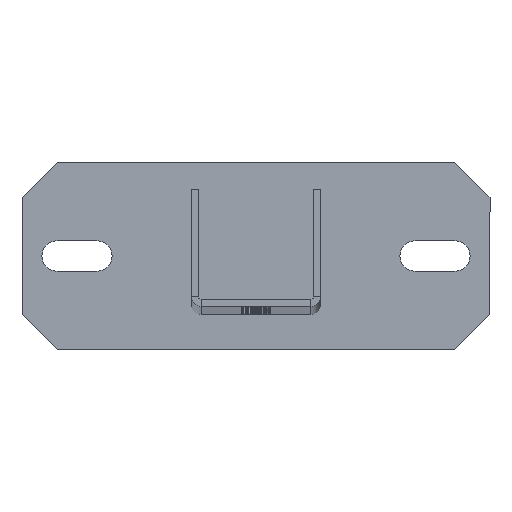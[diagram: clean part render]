
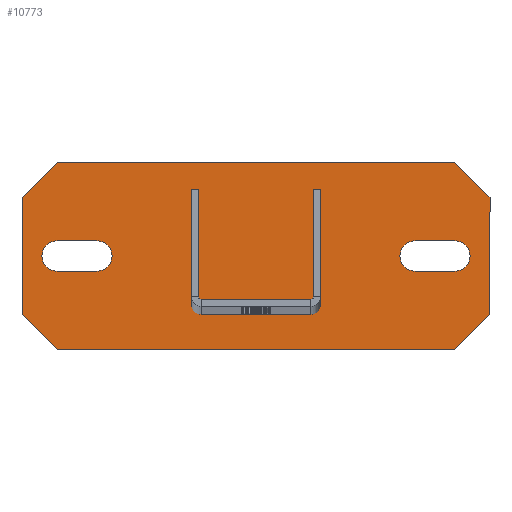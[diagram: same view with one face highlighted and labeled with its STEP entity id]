
A CAD part, top view. The second image highlights one B-rep face of the part: STEP entity #10773.
In plain terms, the highlighted planar face has unit normal (0, 0, 1).
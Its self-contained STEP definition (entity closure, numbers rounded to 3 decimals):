
#267=FACE_BOUND('',#2294,.T.);
#268=FACE_BOUND('',#2295,.T.);
#760=CIRCLE('',#11832,6.5);
#762=CIRCLE('',#11836,6.5);
#764=CIRCLE('',#11840,6.5);
#766=CIRCLE('',#11844,6.5);
#1533=FACE_OUTER_BOUND('',#2293,.T.);
#2293=EDGE_LOOP('',(#9951,#9952,#9953,#9954,#9955,#9956,#9957,#9958));
#2294=EDGE_LOOP('',(#9959,#9960,#9961,#9962));
#2295=EDGE_LOOP('',(#9963,#9964,#9965,#9966));
#3297=LINE('',#17915,#4333);
#3301=LINE('',#17927,#4337);
#3305=LINE('',#17939,#4341);
#3309=LINE('',#17951,#4345);
#3313=LINE('',#17963,#4349);
#3316=LINE('',#17969,#4352);
#3319=LINE('',#17975,#4355);
#3322=LINE('',#17981,#4358);
#3325=LINE('',#17987,#4361);
#3328=LINE('',#17993,#4364);
#3331=LINE('',#17999,#4367);
#3334=LINE('',#18003,#4370);
#4333=VECTOR('',#14843,10.);
#4337=VECTOR('',#14855,10.);
#4341=VECTOR('',#14867,10.);
#4345=VECTOR('',#14879,10.);
#4349=VECTOR('',#14891,10.);
#4352=VECTOR('',#14896,10.);
#4355=VECTOR('',#14901,10.);
#4358=VECTOR('',#14906,10.);
#4361=VECTOR('',#14911,10.);
#4364=VECTOR('',#14916,10.);
#4367=VECTOR('',#14921,10.);
#4370=VECTOR('',#14926,10.);
#5357=VERTEX_POINT('',#17912);
#5358=VERTEX_POINT('',#17914);
#5360=VERTEX_POINT('',#17920);
#5362=VERTEX_POINT('',#17926);
#5365=VERTEX_POINT('',#17936);
#5366=VERTEX_POINT('',#17938);
#5368=VERTEX_POINT('',#17944);
#5370=VERTEX_POINT('',#17950);
#5373=VERTEX_POINT('',#17960);
#5374=VERTEX_POINT('',#17962);
#5376=VERTEX_POINT('',#17968);
#5378=VERTEX_POINT('',#17974);
#5380=VERTEX_POINT('',#17980);
#5382=VERTEX_POINT('',#17986);
#5384=VERTEX_POINT('',#17992);
#5386=VERTEX_POINT('',#17998);
#6873=EDGE_CURVE('',#5358,#5357,#3297,.T.);
#6876=EDGE_CURVE('',#5360,#5358,#760,.T.);
#6879=EDGE_CURVE('',#5362,#5360,#3301,.T.);
#6882=EDGE_CURVE('',#5357,#5362,#762,.T.);
#6885=EDGE_CURVE('',#5366,#5365,#3305,.T.);
#6888=EDGE_CURVE('',#5368,#5366,#764,.T.);
#6891=EDGE_CURVE('',#5370,#5368,#3309,.T.);
#6894=EDGE_CURVE('',#5365,#5370,#766,.T.);
#6897=EDGE_CURVE('',#5374,#5373,#3313,.T.);
#6900=EDGE_CURVE('',#5376,#5374,#3316,.T.);
#6903=EDGE_CURVE('',#5378,#5376,#3319,.T.);
#6906=EDGE_CURVE('',#5380,#5378,#3322,.T.);
#6909=EDGE_CURVE('',#5382,#5380,#3325,.T.);
#6912=EDGE_CURVE('',#5384,#5382,#3328,.T.);
#6915=EDGE_CURVE('',#5386,#5384,#3331,.T.);
#6918=EDGE_CURVE('',#5373,#5386,#3334,.T.);
#9951=ORIENTED_EDGE('',*,*,#6918,.T.);
#9952=ORIENTED_EDGE('',*,*,#6915,.T.);
#9953=ORIENTED_EDGE('',*,*,#6912,.T.);
#9954=ORIENTED_EDGE('',*,*,#6909,.T.);
#9955=ORIENTED_EDGE('',*,*,#6906,.T.);
#9956=ORIENTED_EDGE('',*,*,#6903,.T.);
#9957=ORIENTED_EDGE('',*,*,#6900,.T.);
#9958=ORIENTED_EDGE('',*,*,#6897,.T.);
#9959=ORIENTED_EDGE('',*,*,#6894,.T.);
#9960=ORIENTED_EDGE('',*,*,#6891,.T.);
#9961=ORIENTED_EDGE('',*,*,#6888,.T.);
#9962=ORIENTED_EDGE('',*,*,#6885,.T.);
#9963=ORIENTED_EDGE('',*,*,#6882,.T.);
#9964=ORIENTED_EDGE('',*,*,#6879,.T.);
#9965=ORIENTED_EDGE('',*,*,#6876,.T.);
#9966=ORIENTED_EDGE('',*,*,#6873,.T.);
#10253=PLANE('',#11853);
#10773=ADVANCED_FACE('',(#1533,#267,#268),#10253,.T.);
#11832=AXIS2_PLACEMENT_3D('',#17921,#14849,#14850);
#11836=AXIS2_PLACEMENT_3D('',#17931,#14861,#14862);
#11840=AXIS2_PLACEMENT_3D('',#17945,#14873,#14874);
#11844=AXIS2_PLACEMENT_3D('',#17955,#14885,#14886);
#11853=AXIS2_PLACEMENT_3D('',#18004,#14927,#14928);
#14843=DIRECTION('',(-1.,0.,0.));
#14849=DIRECTION('center_axis',(0.,0.,-1.));
#14850=DIRECTION('ref_axis',(0.,1.,0.));
#14855=DIRECTION('',(1.,0.,0.));
#14861=DIRECTION('center_axis',(0.,0.,-1.));
#14862=DIRECTION('ref_axis',(0.,-1.,0.));
#14867=DIRECTION('',(-1.,0.,0.));
#14873=DIRECTION('center_axis',(0.,0.,-1.));
#14874=DIRECTION('ref_axis',(0.,1.,0.));
#14879=DIRECTION('',(1.,0.,0.));
#14885=DIRECTION('center_axis',(0.,0.,-1.));
#14886=DIRECTION('ref_axis',(0.,-1.,0.));
#14891=DIRECTION('',(0.707,-0.707,0.));
#14896=DIRECTION('',(0.,-1.,0.));
#14901=DIRECTION('',(-0.707,-0.707,0.));
#14906=DIRECTION('',(-1.,0.,0.));
#14911=DIRECTION('',(-0.707,0.707,0.));
#14916=DIRECTION('',(0.,1.,0.));
#14921=DIRECTION('',(0.707,0.707,0.));
#14926=DIRECTION('',(1.,0.,0.));
#14927=DIRECTION('center_axis',(0.,0.,1.));
#14928=DIRECTION('ref_axis',(1.,0.,0.));
#17912=CARTESIAN_POINT('',(-85.,-6.5,8.));
#17914=CARTESIAN_POINT('',(-68.,-6.5,8.));
#17915=CARTESIAN_POINT('',(-68.,-6.5,8.));
#17920=CARTESIAN_POINT('',(-68.,6.5,8.));
#17921=CARTESIAN_POINT('Origin',(-68.,0.,8.));
#17926=CARTESIAN_POINT('',(-85.,6.5,8.));
#17927=CARTESIAN_POINT('',(-85.,6.5,8.));
#17931=CARTESIAN_POINT('Origin',(-85.,0.,8.));
#17936=CARTESIAN_POINT('',(68.,-6.5,8.));
#17938=CARTESIAN_POINT('',(85.,-6.5,8.));
#17939=CARTESIAN_POINT('',(85.,-6.5,8.));
#17944=CARTESIAN_POINT('',(85.,6.5,8.));
#17945=CARTESIAN_POINT('Origin',(85.,0.,8.));
#17950=CARTESIAN_POINT('',(68.,6.5,8.));
#17951=CARTESIAN_POINT('',(68.,6.5,8.));
#17955=CARTESIAN_POINT('Origin',(68.,0.,8.));
#17960=CARTESIAN_POINT('',(-85.,-40.,8.));
#17962=CARTESIAN_POINT('',(-100.,-25.,8.));
#17963=CARTESIAN_POINT('',(-100.,-25.,8.));
#17968=CARTESIAN_POINT('',(-100.,25.,8.));
#17969=CARTESIAN_POINT('',(-100.,25.,8.));
#17974=CARTESIAN_POINT('',(-85.,40.,8.));
#17975=CARTESIAN_POINT('',(-85.,40.,8.));
#17980=CARTESIAN_POINT('',(85.,40.,8.));
#17981=CARTESIAN_POINT('',(85.,40.,8.));
#17986=CARTESIAN_POINT('',(100.,25.,8.));
#17987=CARTESIAN_POINT('',(100.,25.,8.));
#17992=CARTESIAN_POINT('',(100.,-25.,8.));
#17993=CARTESIAN_POINT('',(100.,-25.,8.));
#17998=CARTESIAN_POINT('',(85.,-40.,8.));
#17999=CARTESIAN_POINT('',(85.,-40.,8.));
#18003=CARTESIAN_POINT('',(-85.,-40.,8.));
#18004=CARTESIAN_POINT('Origin',(0.,0.,8.));
